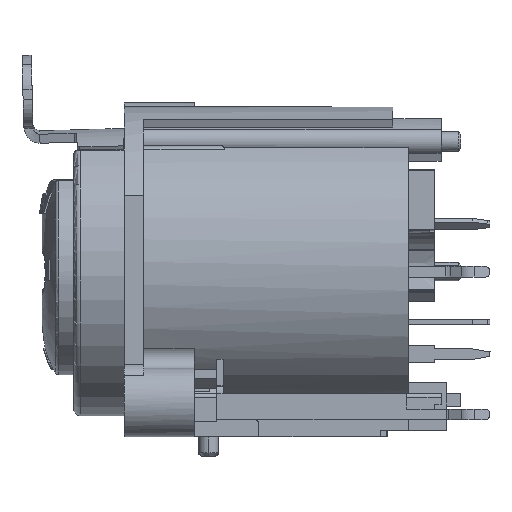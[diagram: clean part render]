
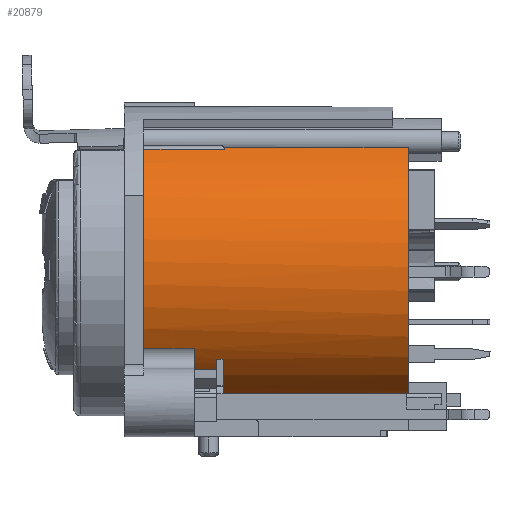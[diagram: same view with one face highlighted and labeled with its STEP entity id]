
A CAD part, left-side view. The second image highlights one B-rep face of the part: STEP entity #20879.
In plain terms, the highlighted cylindrical face has radius 10.9 mm (diameter 21.8 mm), a partial arc.
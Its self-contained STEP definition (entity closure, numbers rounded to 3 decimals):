
#1146=CARTESIAN_POINT('',(0.,26.852,
12.5));
#1147=DIRECTION('',(0.,-1.,0.));
#1148=DIRECTION('',(-0.794,0.,-0.608));
#1149=AXIS2_PLACEMENT_3D('',#1146,#1147,#1148);
#1572=CARTESIAN_POINT('',(0.,12.352,
12.5));
#1573=DIRECTION('',(0.,1.,0.));
#1574=DIRECTION('',(-0.101,0.,-0.995));
#1575=AXIS2_PLACEMENT_3D('',#1572,#1573,#1574);
#5291=CARTESIAN_POINT('',(0.,28.552,
12.5));
#5292=DIRECTION('',(0.,-1.,0.));
#5293=DIRECTION('',(-0.844,0.,-0.536));
#5294=AXIS2_PLACEMENT_3D('',#5291,#5292,#5293);
#5779=CARTESIAN_POINT('',(0.,26.352,
12.5));
#5780=DIRECTION('',(0.,-1.,0.));
#5781=DIRECTION('',(-0.794,0.,-0.608));
#5782=AXIS2_PLACEMENT_3D('',#5779,#5780,#5781);
#5834=DIRECTION('',(0.,1.,0.));
#5835=VECTOR('',#5834,0.5);
#5836=CARTESIAN_POINT('',(-8.65,26.352,5.868));
#5837=LINE('',#5836,#5835);
#5838=DIRECTION('',(0.,1.,0.));
#5839=VECTOR('',#5838,1.7);
#5840=CARTESIAN_POINT('',(-8.,26.852,5.097));
#5841=LINE('',#5840,#5839);
#5842=CARTESIAN_POINT('',(0.,32.352,
12.5));
#5843=DIRECTION('',(0.,1.,0.));
#5844=DIRECTION('',(-0.844,0.,-0.536));
#5845=AXIS2_PLACEMENT_3D('',#5842,#5843,#5844);
#5847=DIRECTION('',(0.,-1.,0.));
#5848=VECTOR('',#5847,13.9);
#5849=CARTESIAN_POINT('',(-5.542,26.252,21.886));
#5850=LINE('',#5849,#5848);
#5851=DIRECTION('',(0.,1.,0.));
#5852=VECTOR('',#5851,13.5);
#5853=CARTESIAN_POINT('',(-1.1,12.352,1.656));
#5854=LINE('',#5853,#5852);
#5855=DIRECTION('',(0.,1.,0.));
#5856=VECTOR('',#5855,0.5);
#5857=CARTESIAN_POINT('',(-1.947,25.852,1.775));
#5858=LINE('',#5857,#5856);
#6146=CARTESIAN_POINT('',(0.,25.852,
12.5));
#6147=DIRECTION('',(0.,-1.,0.));
#6148=DIRECTION('',(-0.179,0.,-0.984));
#6149=AXIS2_PLACEMENT_3D('',#6146,#6147,#6148);
#7084=DIRECTION('',(0.,-1.,0.));
#7085=VECTOR('',#7084,3.8);
#7086=CARTESIAN_POINT('',(-9.204,32.352,6.661));
#7087=LINE('',#7086,#7085);
#7470=CARTESIAN_POINT('',(0.,26.252,
12.5));
#7471=DIRECTION('',(0.,-1.,0.));
#7472=DIRECTION('',(-0.508,0.,0.861));
#7473=AXIS2_PLACEMENT_3D('',#7470,#7471,#7472);
#7496=DIRECTION('',(0.,1.,0.));
#7497=VECTOR('',#7496,6.1);
#7498=CARTESIAN_POINT('',(-5.722,26.252,21.777));
#7499=LINE('',#7498,#7497);
#11714=CARTESIAN_POINT('',(-8.65,26.352,
5.868));
#11716=VERTEX_POINT('',#11714);
#11829=CARTESIAN_POINT('',(-1.1,12.352,
1.656));
#11830=VERTEX_POINT('',#11829);
#12171=CARTESIAN_POINT('',(-1.1,25.852,
1.656));
#12172=VERTEX_POINT('',#12171);
#12173=CARTESIAN_POINT('',(-1.947,25.852,
1.775));
#12175=VERTEX_POINT('',#12173);
#12219=CARTESIAN_POINT('',(-1.947,26.352,
1.775));
#12220=VERTEX_POINT('',#12219);
#12231=CARTESIAN_POINT('',(-5.722,26.252,
21.777));
#12232=CARTESIAN_POINT('',(-5.722,32.352,
21.777));
#12233=VERTEX_POINT('',#12231);
#12234=VERTEX_POINT('',#12232);
#12235=CARTESIAN_POINT('',(-5.542,26.252,
21.886));
#12236=VERTEX_POINT('',#12235);
#12237=CARTESIAN_POINT('',(-5.542,12.352,
21.886));
#12238=VERTEX_POINT('',#12237);
#12689=CARTESIAN_POINT('',(-9.204,32.352,
6.661));
#12691=VERTEX_POINT('',#12689);
#13739=CARTESIAN_POINT('',(-9.204,28.552,
6.661));
#13740=VERTEX_POINT('',#13739);
#13741=CARTESIAN_POINT('',(-8.,28.552,
5.097));
#13742=VERTEX_POINT('',#13741);
#14253=CARTESIAN_POINT('',(-8.,26.852,
5.097));
#14254=VERTEX_POINT('',#14253);
#14255=CARTESIAN_POINT('',(-8.65,26.852,
5.868));
#14256=VERTEX_POINT('',#14255);
#20849=CARTESIAN_POINT('',(0.,35.852,
12.5));
#20850=DIRECTION('',(0.,-1.,0.));
#20851=DIRECTION('',(-1.,0.,0.));
#20852=AXIS2_PLACEMENT_3D('',#20849,#20850,#20851);
#20853=CYLINDRICAL_SURFACE('',#20852,10.9);
#20854=ORIENTED_EDGE('',*,*,#20764,.T.);
#20855=ORIENTED_EDGE('',*,*,#14785,.T.);
#20857=ORIENTED_EDGE('',*,*,#20856,.T.);
#20858=ORIENTED_EDGE('',*,*,#20186,.F.);
#20860=ORIENTED_EDGE('',*,*,#20859,.F.);
#20862=ORIENTED_EDGE('',*,*,#20861,.T.);
#20864=ORIENTED_EDGE('',*,*,#20863,.F.);
#20866=ORIENTED_EDGE('',*,*,#20865,.F.);
#20868=ORIENTED_EDGE('',*,*,#20867,.T.);
#20869=ORIENTED_EDGE('',*,*,#15167,.F.);
#20871=ORIENTED_EDGE('',*,*,#20870,.T.);
#20873=ORIENTED_EDGE('',*,*,#20872,.F.);
#20875=ORIENTED_EDGE('',*,*,#20874,.T.);
#20876=ORIENTED_EDGE('',*,*,#20821,.F.);
#20877=EDGE_LOOP('',(#20854,#20855,#20857,#20858,#20860,#20862,#20864,#20866,
#20868,#20869,#20871,#20873,#20875,#20876));
#20878=FACE_OUTER_BOUND('',#20877,.F.);
#1150=CIRCLE('',#1149,10.9);
#1576=CIRCLE('',#1575,10.9);
#5295=CIRCLE('',#5294,10.9);
#5783=CIRCLE('',#5782,10.9);
#5846=CIRCLE('',#5845,10.9);
#6150=CIRCLE('',#6149,10.9);
#7474=CIRCLE('',#7473,10.9);
#14785=EDGE_CURVE('',#14256,#14254,#1150,.T.);
#15167=EDGE_CURVE('',#11830,#12238,#1576,.T.);
#20186=EDGE_CURVE('',#13740,#13742,#5295,.T.);
#20764=EDGE_CURVE('',#11716,#14256,#5837,.T.);
#20821=EDGE_CURVE('',#11716,#12220,#5783,.T.);
#20856=EDGE_CURVE('',#14254,#13742,#5841,.T.);
#20859=EDGE_CURVE('',#12691,#13740,#7087,.T.);
#20861=EDGE_CURVE('',#12691,#12234,#5846,.T.);
#20863=EDGE_CURVE('',#12233,#12234,#7499,.T.);
#20865=EDGE_CURVE('',#12236,#12233,#7474,.T.);
#20867=EDGE_CURVE('',#12236,#12238,#5850,.T.);
#20870=EDGE_CURVE('',#11830,#12172,#5854,.T.);
#20872=EDGE_CURVE('',#12175,#12172,#6150,.T.);
#20874=EDGE_CURVE('',#12175,#12220,#5858,.T.);
#20879=ADVANCED_FACE('',(#20878),#20853,.T.);
